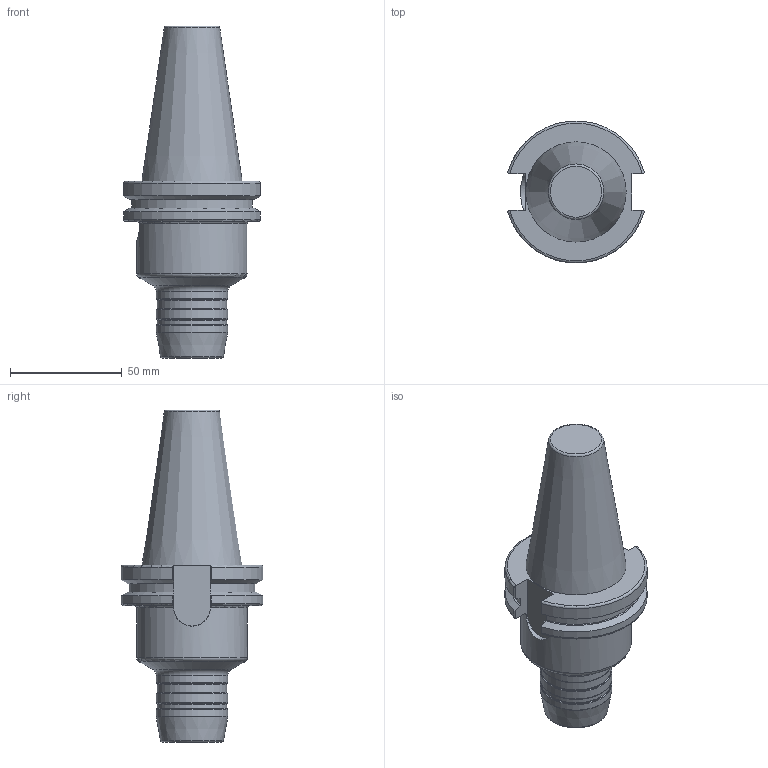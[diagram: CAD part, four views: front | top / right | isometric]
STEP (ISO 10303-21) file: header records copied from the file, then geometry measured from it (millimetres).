
FILE_DESCRIPTION(/* description */ (''),/* implementation_level */ '2;1');
FILE_NAME(/* name */ 'CAT40TFADB-HC12-080.stp',/* time_stamp */ '2022-02-22T15:55:30+05:00',/* author */ (''),/* organization */ (''),/* preprocessor_version */ 'ST-DEVELOPER v16.7',/* originating_system */ 'SIEMENS PLM Software NX 12.0',/* authorisation */ '');
FILE_SCHEMA (('AUTOMOTIVE_DESIGN { 1 0 10303 214 3 1 1 1 }'));
Length unit declared in the file: millimetre
Products named in the file (1): inpu5C241AD2oyhf
Bounding box: 61.09 x 63.26 x 148.25 mm (x, y, z)
Volume: 190038.8 mm3; surface area: 25086.9 mm2
Topology: 1 solids, 1 shells, 67 faces, 164 edges, 104 vertices
Faces by surface type: plane 24, torus 18, cylinder 14, cone 11
Full cylindrical faces by diameter (mm): 12 x1, 31 x2, 32 x3, 49.5 x1
Entity records: 2007 total; most frequent: CARTESIAN_POINT 528, DIRECTION 294, ORIENTED_EDGE 270, EDGE_CURVE 135, AXIS2_PLACEMENT_3D 124, VERTEX_POINT 99, EDGE_LOOP 96, ADVANCED_FACE 67
